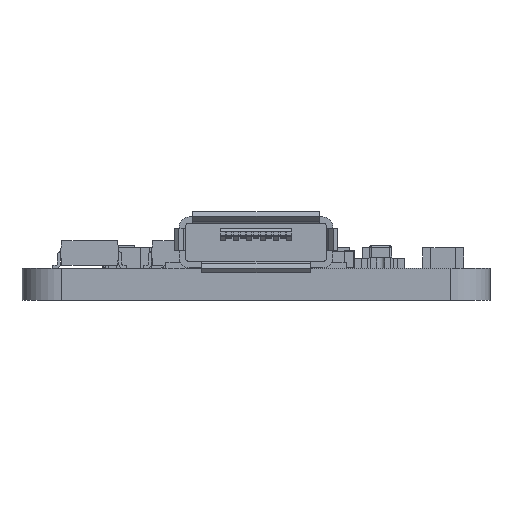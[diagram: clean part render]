
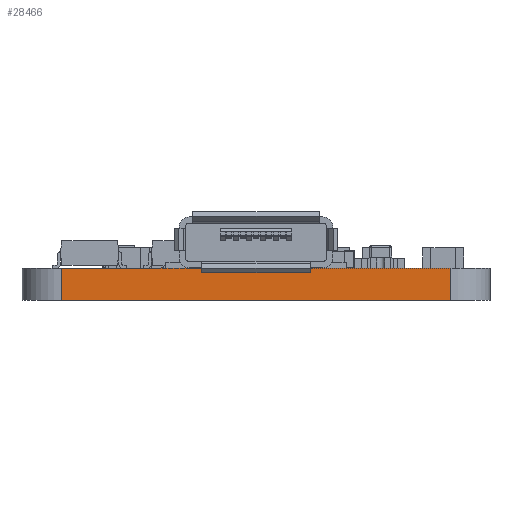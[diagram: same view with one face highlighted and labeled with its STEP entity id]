
A CAD part, left-side view. The second image highlights one B-rep face of the part: STEP entity #28466.
In plain terms, the highlighted planar face has unit normal (-1, 0, 0).
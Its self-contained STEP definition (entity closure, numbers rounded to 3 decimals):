
#441=PLANE('',#30278);
#1534=FACE_OUTER_BOUND('',#3022,.T.);
#3022=EDGE_LOOP('',(#19039,#19040,#19041,#19042));
#4747=LINE('',#41064,#7932);
#4748=LINE('',#41067,#7933);
#4749=LINE('',#41069,#7934);
#4750=LINE('',#41070,#7935);
#7932=VECTOR('',#33093,10.);
#7933=VECTOR('',#33096,10.);
#7934=VECTOR('',#33097,10.);
#7935=VECTOR('',#33098,10.);
#12094=VERTEX_POINT('',#41060);
#12095=VERTEX_POINT('',#41062);
#12096=VERTEX_POINT('',#41066);
#12097=VERTEX_POINT('',#41068);
#14855=EDGE_CURVE('',#12094,#12095,#4747,.T.);
#14856=EDGE_CURVE('',#12096,#12094,#4748,.T.);
#14857=EDGE_CURVE('',#12097,#12095,#4749,.T.);
#14858=EDGE_CURVE('',#12096,#12097,#4750,.T.);
#19039=ORIENTED_EDGE('',*,*,#14856,.T.);
#19040=ORIENTED_EDGE('',*,*,#14855,.T.);
#19041=ORIENTED_EDGE('',*,*,#14857,.F.);
#19042=ORIENTED_EDGE('',*,*,#14858,.F.);
#28466=ADVANCED_FACE('',(#1534),#441,.T.);
#30278=AXIS2_PLACEMENT_3D('',#41065,#33094,#33095);
#33093=DIRECTION('',(0.,0.,1.));
#33094=DIRECTION('center_axis',(-1.,0.,0.));
#33095=DIRECTION('ref_axis',(0.,-1.,0.));
#33096=DIRECTION('',(0.,-1.,0.));
#33097=DIRECTION('',(0.,-1.,0.));
#33098=DIRECTION('',(0.,0.,1.));
#41060=CARTESIAN_POINT('',(0.,1.905,0.));
#41062=CARTESIAN_POINT('',(0.,1.905,1.57));
#41064=CARTESIAN_POINT('',(0.,1.905,0.));
#41065=CARTESIAN_POINT('Origin',(0.,20.955,0.));
#41066=CARTESIAN_POINT('',(0.,20.955,0.));
#41067=CARTESIAN_POINT('',(0.,20.955,0.));
#41068=CARTESIAN_POINT('',(0.,20.955,1.57));
#41069=CARTESIAN_POINT('',(0.,20.955,1.57));
#41070=CARTESIAN_POINT('',(0.,20.955,0.));
